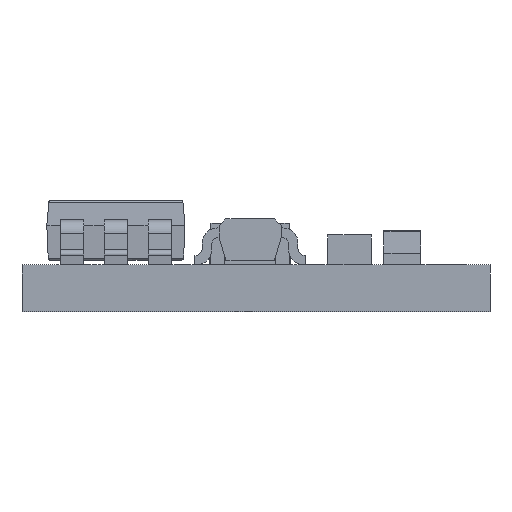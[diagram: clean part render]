
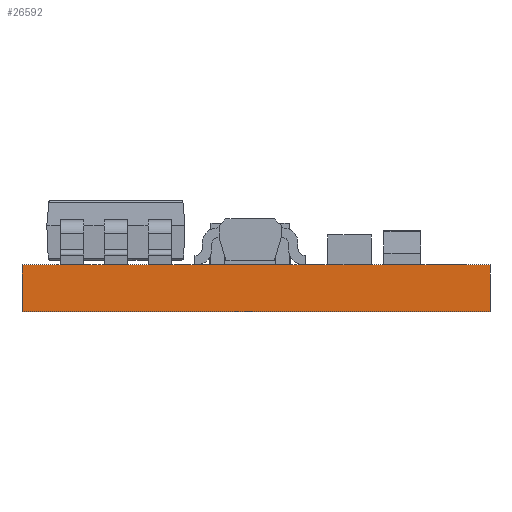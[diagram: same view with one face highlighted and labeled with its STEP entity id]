
A CAD part, left-side view. The second image highlights one B-rep face of the part: STEP entity #26592.
In plain terms, the highlighted planar face has unit normal (-1, 0, 0).
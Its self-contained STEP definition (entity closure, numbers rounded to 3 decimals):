
#2834 = EDGE_CURVE ( 'NONE', #20840, #13671, #6630, .T. ) ;
#3318 = LINE ( 'NONE', #3668, #14376 ) ;
#3668 = CARTESIAN_POINT ( 'NONE',  ( 0., 10.16, 1.016 ) ) ;
#4339 = EDGE_LOOP ( 'NONE', ( #13518, #18282, #4616, #14872 ) ) ;
#4616 = ORIENTED_EDGE ( 'NONE', *, *, #25293, .F. ) ;
#4995 = EDGE_CURVE ( 'NONE', #26147, #20840, #3318, .T. ) ;
#6630 = LINE ( 'NONE', #20384, #8289 ) ;
#6641 = DIRECTION ( 'NONE',  ( 0., 0., -1. ) ) ;
#8289 = VECTOR ( 'NONE', #25804, 1000. ) ;
#8732 = VECTOR ( 'NONE', #12216, 1000. ) ;
#9025 = CARTESIAN_POINT ( 'NONE',  ( 0., 0., 0. ) ) ;
#9814 = CARTESIAN_POINT ( 'NONE',  ( 0., 10.16, 0. ) ) ;
#11816 = DIRECTION ( 'NONE',  ( 0., 0., -1. ) ) ;
#12216 = DIRECTION ( 'NONE',  ( 0., 0., -1. ) ) ;
#12399 = CARTESIAN_POINT ( 'NONE',  ( 0., 0., 1.016 ) ) ;
#12647 = FACE_OUTER_BOUND ( 'NONE', #4339, .T. ) ;
#13518 = ORIENTED_EDGE ( 'NONE', *, *, #2834, .T. ) ;
#13671 = VERTEX_POINT ( 'NONE', #9025 ) ;
#14376 = VECTOR ( 'NONE', #11816, 1000. ) ;
#14872 = ORIENTED_EDGE ( 'NONE', *, *, #4995, .T. ) ;
#15106 = CARTESIAN_POINT ( 'NONE',  ( 0., 0., 1.016 ) ) ;
#17633 = LINE ( 'NONE', #20327, #34291 ) ;
#17875 = DIRECTION ( 'NONE',  ( 1., 0., 0. ) ) ;
#18282 = ORIENTED_EDGE ( 'NONE', *, *, #22232, .F. ) ;
#20327 = CARTESIAN_POINT ( 'NONE',  ( 0., 10.16, 1.016 ) ) ;
#20384 = CARTESIAN_POINT ( 'NONE',  ( 0., 10.16, 0. ) ) ;
#20840 = VERTEX_POINT ( 'NONE', #9814 ) ;
#20849 = DIRECTION ( 'NONE',  ( 0., -1., 0. ) ) ;
#22211 = AXIS2_PLACEMENT_3D ( 'NONE', #31387, #17875, #6641 ) ;
#22232 = EDGE_CURVE ( 'NONE', #35376, #13671, #28298, .T. ) ;
#25293 = EDGE_CURVE ( 'NONE', #26147, #35376, #17633, .T. ) ;
#25804 = DIRECTION ( 'NONE',  ( 0., -1., 0. ) ) ;
#25814 = PLANE ( 'NONE',  #22211 ) ;
#26147 = VERTEX_POINT ( 'NONE', #35083 ) ;
#26592 = ADVANCED_FACE ( 'NONE', ( #12647 ), #25814, .F. ) ;
#28298 = LINE ( 'NONE', #12399, #8732 ) ;
#31387 = CARTESIAN_POINT ( 'NONE',  ( 0., 10.16, 1.016 ) ) ;
#34291 = VECTOR ( 'NONE', #20849, 1000. ) ;
#35083 = CARTESIAN_POINT ( 'NONE',  ( 0., 10.16, 1.016 ) ) ;
#35376 = VERTEX_POINT ( 'NONE', #15106 ) ;
